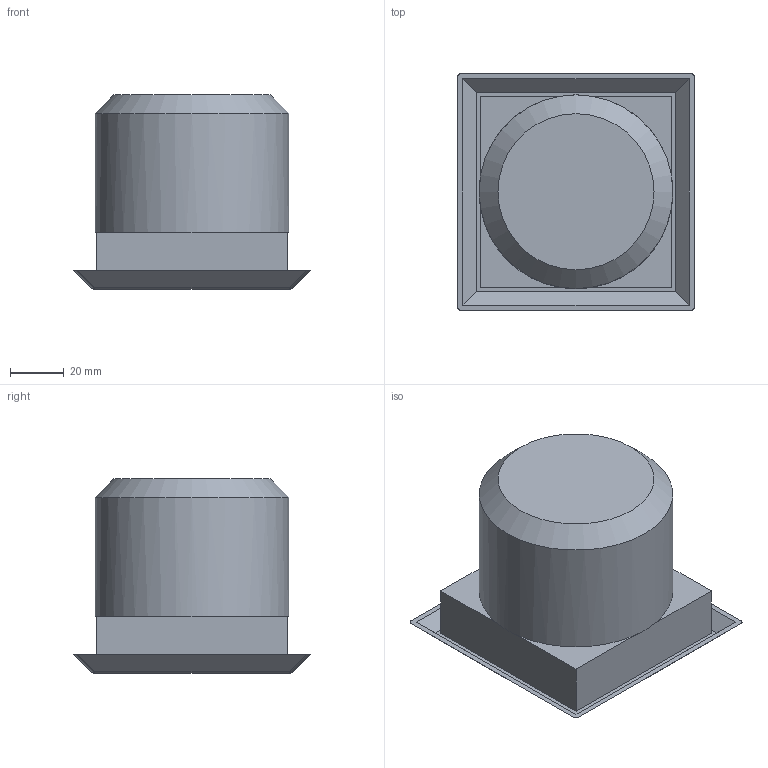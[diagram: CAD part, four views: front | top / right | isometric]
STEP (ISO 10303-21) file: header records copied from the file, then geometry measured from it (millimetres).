
FILE_DESCRIPTION(/* description */ ('Unknown'),/* implementation_level */ '2;1');
FILE_NAME(/* name */ 'SN 9424 SQ',/* time_stamp */ '2018-09-26T08:00:08+02:00',/* author */ ('Unknown'),/* organization */ ('Unknown'),/* preprocessor_version */ 'ST-DEVELOPER v16.7',/* originating_system */ 'DEX',/* authorisation */ $);
FILE_SCHEMA (('AUTOMOTIVE_DESIGN {1 0 10303 214 3 1 1}'));
Length unit declared in the file: millimetre
Products named in the file (1): SN 9424 SQ
Bounding box: 88 x 88 x 72.2 mm (x, y, z)
Volume: 308601.5 mm3; surface area: 33207.2 mm2
Topology: 1 solids, 1 shells, 63 faces, 141 edges, 75 vertices
Faces by surface type: plane 29, cylinder 21, sphere 8, bspline 4, cone 1
Full cylindrical faces by diameter (mm): 72 x1
Entity records: 1704 total; most frequent: CARTESIAN_POINT 324, DIRECTION 304, ORIENTED_EDGE 260, EDGE_CURVE 130, AXIS2_PLACEMENT_3D 114, LINE 76, VECTOR 76, VERTEX_POINT 74
